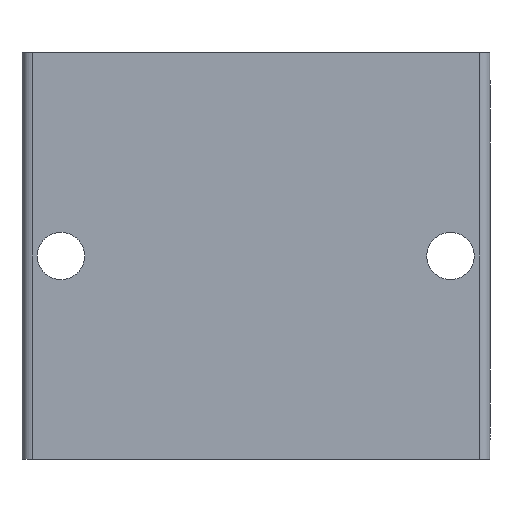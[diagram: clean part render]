
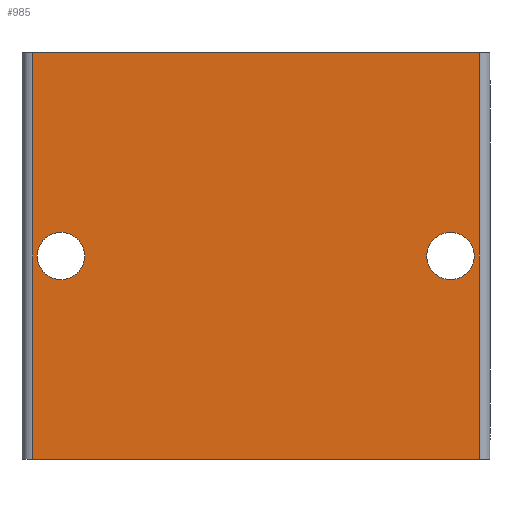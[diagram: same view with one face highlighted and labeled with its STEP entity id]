
A CAD part, front view. The second image highlights one B-rep face of the part: STEP entity #985.
In plain terms, the highlighted planar face has unit normal (0, -1, 0).
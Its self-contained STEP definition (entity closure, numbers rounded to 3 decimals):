
#985 = ADVANCED_FACE ( 'NONE', ( #13771, #2832, #25049 ), #2793, .F. ) ;
#1284 = VERTEX_POINT ( 'NONE', #9366 ) ;
#1825 = DIRECTION ( 'NONE',  ( 0., 0., 1. ) ) ;
#2793 = PLANE ( 'NONE',  #21094 ) ;
#2832 = FACE_BOUND ( 'NONE', #5674, .T. ) ;
#2973 = CIRCLE ( 'NONE', #17598, 4.35 ) ;
#2977 = DIRECTION ( 'NONE',  ( 0., 1., 0. ) ) ;
#3279 = DIRECTION ( 'NONE',  ( 1., 0., 0. ) ) ;
#3350 = CIRCLE ( 'NONE', #14793, 4.35 ) ;
#4035 = CARTESIAN_POINT ( 'NONE',  ( -35.8, -16.25, -4.35 ) ) ;
#4369 = CARTESIAN_POINT ( 'NONE',  ( -35.8, -16.25, 0. ) ) ;
#4390 = EDGE_CURVE ( 'NONE', #4412, #8967, #15596, .T. ) ;
#4412 = VERTEX_POINT ( 'NONE', #9328 ) ;
#4897 = ORIENTED_EDGE ( 'NONE', *, *, #14244, .T. ) ;
#5061 = CARTESIAN_POINT ( 'NONE',  ( 35.7, -16.25, 0. ) ) ;
#5536 = ORIENTED_EDGE ( 'NONE', *, *, #26742, .T. ) ;
#5570 = VERTEX_POINT ( 'NONE', #17409 ) ;
#5674 = EDGE_LOOP ( 'NONE', ( #5536, #19609 ) ) ;
#6111 = LINE ( 'NONE', #24716, #10963 ) ;
#6613 = CIRCLE ( 'NONE', #11048, 4.35 ) ;
#6919 = EDGE_CURVE ( 'NONE', #5570, #9023, #3350, .T. ) ;
#7203 = CARTESIAN_POINT ( 'NONE',  ( -40.95, -16.25, -37.3 ) ) ;
#7405 = VERTEX_POINT ( 'NONE', #25112 ) ;
#7540 = EDGE_CURVE ( 'NONE', #4412, #10974, #11000, .T. ) ;
#7979 = CARTESIAN_POINT ( 'NONE',  ( 35.7, -16.25, 4.35 ) ) ;
#8967 = VERTEX_POINT ( 'NONE', #15197 ) ;
#9023 = VERTEX_POINT ( 'NONE', #7979 ) ;
#9328 = CARTESIAN_POINT ( 'NONE',  ( -40.95, -16.25, 37.3 ) ) ;
#9336 = DIRECTION ( 'NONE',  ( 1., 0., 0. ) ) ;
#9352 = LINE ( 'NONE', #17681, #22532 ) ;
#9366 = CARTESIAN_POINT ( 'NONE',  ( 40.95, -16.25, -37.3 ) ) ;
#9411 = ORIENTED_EDGE ( 'NONE', *, *, #22344, .T. ) ;
#9440 = VERTEX_POINT ( 'NONE', #4035 ) ;
#9692 = CARTESIAN_POINT ( 'NONE',  ( 35.7, -16.25, 0. ) ) ;
#10850 = CARTESIAN_POINT ( 'NONE',  ( -40.95, -16.25, 37.3 ) ) ;
#10963 = VECTOR ( 'NONE', #20492, 1000. ) ;
#10974 = VERTEX_POINT ( 'NONE', #7203 ) ;
#11000 = LINE ( 'NONE', #10850, #21278 ) ;
#11048 = AXIS2_PLACEMENT_3D ( 'NONE', #18973, #19247, #17252 ) ;
#11456 = EDGE_LOOP ( 'NONE', ( #24753, #19923, #9411, #23660 ) ) ;
#11860 = DIRECTION ( 'NONE',  ( 0., 1., 0. ) ) ;
#12565 = EDGE_CURVE ( 'NONE', #9440, #7405, #6613, .T. ) ;
#13771 = FACE_BOUND ( 'NONE', #15471, .T. ) ;
#14244 = EDGE_CURVE ( 'NONE', #9023, #5570, #2973, .T. ) ;
#14793 = AXIS2_PLACEMENT_3D ( 'NONE', #5061, #19488, #15133 ) ;
#15133 = DIRECTION ( 'NONE',  ( 0., 0., 1. ) ) ;
#15197 = CARTESIAN_POINT ( 'NONE',  ( 40.95, -16.25, 37.3 ) ) ;
#15471 = EDGE_LOOP ( 'NONE', ( #4897, #26165 ) ) ;
#15596 = LINE ( 'NONE', #19581, #15901 ) ;
#15901 = VECTOR ( 'NONE', #3279, 1000. ) ;
#16687 = DIRECTION ( 'NONE',  ( 0., 0., 1. ) ) ;
#17107 = DIRECTION ( 'NONE',  ( 0., 0., 1. ) ) ;
#17252 = DIRECTION ( 'NONE',  ( 0., 0., 1. ) ) ;
#17352 = CIRCLE ( 'NONE', #21438, 4.35 ) ;
#17409 = CARTESIAN_POINT ( 'NONE',  ( 35.7, -16.25, -4.35 ) ) ;
#17598 = AXIS2_PLACEMENT_3D ( 'NONE', #9692, #11860, #1825 ) ;
#17681 = CARTESIAN_POINT ( 'NONE',  ( -42.95, -16.25, -37.3 ) ) ;
#18973 = CARTESIAN_POINT ( 'NONE',  ( -35.8, -16.25, 0. ) ) ;
#19247 = DIRECTION ( 'NONE',  ( 0., 1., 0. ) ) ;
#19488 = DIRECTION ( 'NONE',  ( 0., 1., 0. ) ) ;
#19581 = CARTESIAN_POINT ( 'NONE',  ( -42.95, -16.25, 37.3 ) ) ;
#19609 = ORIENTED_EDGE ( 'NONE', *, *, #12565, .T. ) ;
#19923 = ORIENTED_EDGE ( 'NONE', *, *, #7540, .T. ) ;
#20492 = DIRECTION ( 'NONE',  ( 0., 0., 1. ) ) ;
#21029 = DIRECTION ( 'NONE',  ( 0., 1., 0. ) ) ;
#21094 = AXIS2_PLACEMENT_3D ( 'NONE', #21347, #2977, #17107 ) ;
#21278 = VECTOR ( 'NONE', #23496, 1000. ) ;
#21347 = CARTESIAN_POINT ( 'NONE',  ( -42.95, -16.25, 37.3 ) ) ;
#21438 = AXIS2_PLACEMENT_3D ( 'NONE', #4369, #21029, #16687 ) ;
#22344 = EDGE_CURVE ( 'NONE', #10974, #1284, #9352, .T. ) ;
#22532 = VECTOR ( 'NONE', #9336, 1000. ) ;
#23496 = DIRECTION ( 'NONE',  ( 0., 0., -1. ) ) ;
#23660 = ORIENTED_EDGE ( 'NONE', *, *, #26672, .T. ) ;
#24716 = CARTESIAN_POINT ( 'NONE',  ( 40.95, -16.25, 37.3 ) ) ;
#24753 = ORIENTED_EDGE ( 'NONE', *, *, #4390, .F. ) ;
#25049 = FACE_OUTER_BOUND ( 'NONE', #11456, .T. ) ;
#25112 = CARTESIAN_POINT ( 'NONE',  ( -35.8, -16.25, 4.35 ) ) ;
#26165 = ORIENTED_EDGE ( 'NONE', *, *, #6919, .T. ) ;
#26672 = EDGE_CURVE ( 'NONE', #1284, #8967, #6111, .T. ) ;
#26742 = EDGE_CURVE ( 'NONE', #7405, #9440, #17352, .T. ) ;
